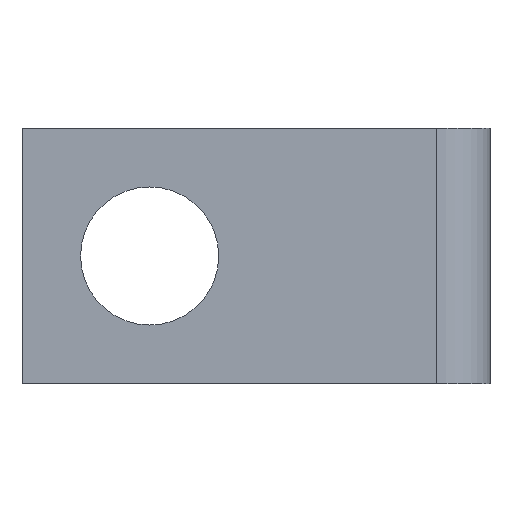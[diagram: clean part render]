
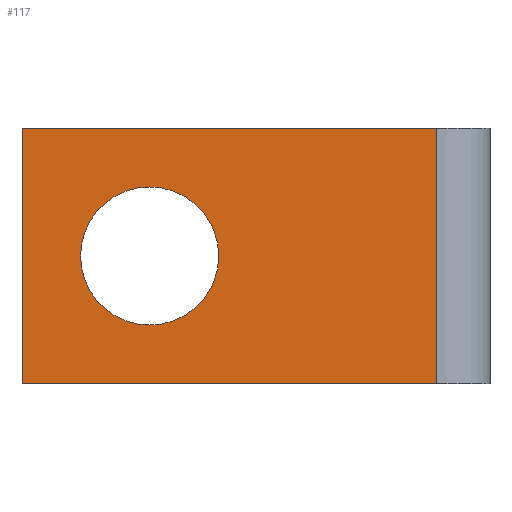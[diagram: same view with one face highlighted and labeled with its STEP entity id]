
A CAD part, left-side view. The second image highlights one B-rep face of the part: STEP entity #117.
In plain terms, the highlighted planar face has unit normal (-1, 0, 0).
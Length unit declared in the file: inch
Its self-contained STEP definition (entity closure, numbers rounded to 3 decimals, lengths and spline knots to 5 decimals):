
#4 = CARTESIAN_POINT ( 'NONE',  ( -0.032, 0., 0. ) ) ;
#6 = ORIENTED_EDGE ( 'NONE', *, *, #257, .F. ) ;
#19 = CARTESIAN_POINT ( 'NONE',  ( -0.032, -0.843, -0.375 ) ) ;
#28 = VERTEX_POINT ( 'NONE', #58 ) ;
#33 = LINE ( 'NONE', #83, #285 ) ;
#39 = ORIENTED_EDGE ( 'NONE', *, *, #313, .F. ) ;
#51 = DIRECTION ( 'NONE',  ( 0., 0., 1. ) ) ;
#58 = CARTESIAN_POINT ( 'NONE',  ( -0.032, -0.843, 0.375 ) ) ;
#61 = EDGE_LOOP ( 'NONE', ( #6, #326, #318, #456 ) ) ;
#71 = VECTOR ( 'NONE', #145, 39.37008 ) ;
#83 = CARTESIAN_POINT ( 'NONE',  ( -0.032, -0.843, 0.375 ) ) ;
#89 = VECTOR ( 'NONE', #508, 39.37008 ) ;
#92 = VERTEX_POINT ( 'NONE', #247 ) ;
#93 = VERTEX_POINT ( 'NONE', #283 ) ;
#102 = CARTESIAN_POINT ( 'NONE',  ( -0.032, 0.375, 0.375 ) ) ;
#110 = LINE ( 'NONE', #174, #515 ) ;
#117 = ADVANCED_FACE ( 'NONE', ( #493, #162 ), #405, .T. ) ;
#143 = EDGE_CURVE ( 'NONE', #435, #269, #538, .T. ) ;
#145 = DIRECTION ( 'NONE',  ( 0., 0., -1. ) ) ;
#149 = AXIS2_PLACEMENT_3D ( 'NONE', #160, #448, #199 ) ;
#160 = CARTESIAN_POINT ( 'NONE',  ( -0.032, 0., 0. ) ) ;
#162 = FACE_OUTER_BOUND ( 'NONE', #61, .T. ) ;
#173 = DIRECTION ( 'NONE',  ( 0., 1., 0. ) ) ;
#174 = CARTESIAN_POINT ( 'NONE',  ( -0.032, -0.843, -0.375 ) ) ;
#180 = EDGE_CURVE ( 'NONE', #28, #435, #33, .T. ) ;
#199 = DIRECTION ( 'NONE',  ( 0., 0., 1. ) ) ;
#247 = CARTESIAN_POINT ( 'NONE',  ( -0.032, 0., 0.203 ) ) ;
#257 = EDGE_CURVE ( 'NONE', #471, #269, #110, .T. ) ;
#269 = VERTEX_POINT ( 'NONE', #298 ) ;
#283 = CARTESIAN_POINT ( 'NONE',  ( -0.032, 0., -0.203 ) ) ;
#285 = VECTOR ( 'NONE', #386, 39.37008 ) ;
#298 = CARTESIAN_POINT ( 'NONE',  ( -0.032, 0.375, -0.375 ) ) ;
#303 = DIRECTION ( 'NONE',  ( -1., 0., 0. ) ) ;
#313 = EDGE_CURVE ( 'NONE', #93, #92, #484, .T. ) ;
#318 = ORIENTED_EDGE ( 'NONE', *, *, #180, .T. ) ;
#323 = AXIS2_PLACEMENT_3D ( 'NONE', #4, #303, #51 ) ;
#326 = ORIENTED_EDGE ( 'NONE', *, *, #477, .F. ) ;
#340 = EDGE_LOOP ( 'NONE', ( #39, #500 ) ) ;
#342 = LINE ( 'NONE', #358, #89 ) ;
#358 = CARTESIAN_POINT ( 'NONE',  ( -0.032, -0.843, 0.375 ) ) ;
#368 = CARTESIAN_POINT ( 'NONE',  ( -0.032, -0.843, 0.375 ) ) ;
#386 = DIRECTION ( 'NONE',  ( 0., 1., 0. ) ) ;
#395 = CARTESIAN_POINT ( 'NONE',  ( -0.032, 0.375, 0.375 ) ) ;
#405 = PLANE ( 'NONE',  #478 ) ;
#411 = DIRECTION ( 'NONE',  ( -1., 0., 0. ) ) ;
#432 = DIRECTION ( 'NONE',  ( 0., 0., 1. ) ) ;
#435 = VERTEX_POINT ( 'NONE', #395 ) ;
#448 = DIRECTION ( 'NONE',  ( -1., 0., 0. ) ) ;
#456 = ORIENTED_EDGE ( 'NONE', *, *, #143, .T. ) ;
#471 = VERTEX_POINT ( 'NONE', #19 ) ;
#477 = EDGE_CURVE ( 'NONE', #28, #471, #342, .T. ) ;
#478 = AXIS2_PLACEMENT_3D ( 'NONE', #368, #411, #432 ) ;
#484 = CIRCLE ( 'NONE', #323, 0.203 ) ;
#493 = FACE_BOUND ( 'NONE', #340, .T. ) ;
#496 = EDGE_CURVE ( 'NONE', #92, #93, #542, .T. ) ;
#500 = ORIENTED_EDGE ( 'NONE', *, *, #496, .F. ) ;
#508 = DIRECTION ( 'NONE',  ( 0., 0., -1. ) ) ;
#515 = VECTOR ( 'NONE', #173, 39.37008 ) ;
#538 = LINE ( 'NONE', #102, #71 ) ;
#542 = CIRCLE ( 'NONE', #149, 0.203 ) ;
